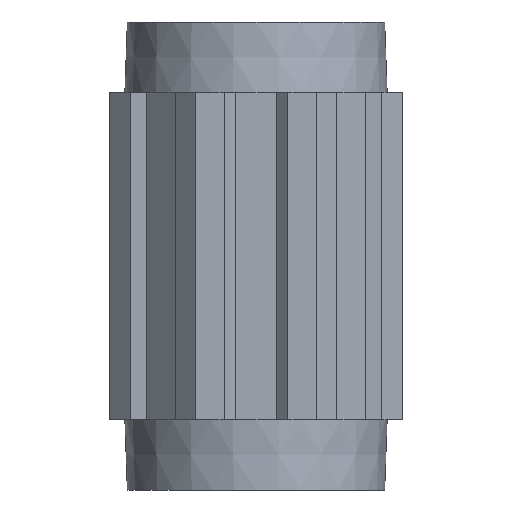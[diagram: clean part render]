
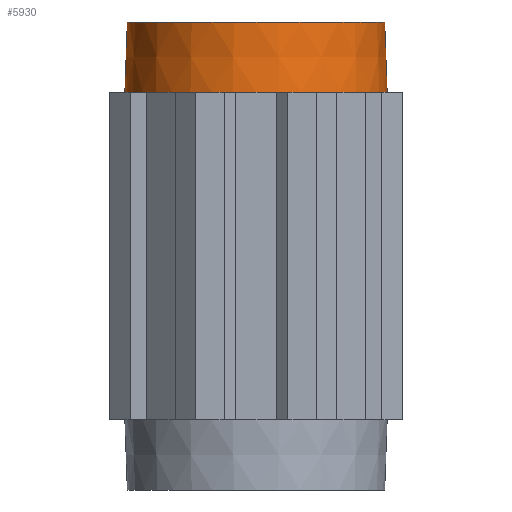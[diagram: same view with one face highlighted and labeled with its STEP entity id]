
A CAD part, front view. The second image highlights one B-rep face of the part: STEP entity #5930.
In plain terms, the highlighted conical face has half-angle 2 degrees and reference radius 11 mm.
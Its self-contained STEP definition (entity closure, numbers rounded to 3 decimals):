
#781=FACE_OUTER_BOUND('',#1118,.T.);
#1118=EDGE_LOOP('',(#5331,#5332,#5333,#5334));
#1709=LINE('',#11060,#2365);
#2365=VECTOR('',#7265,11.);
#2507=CIRCLE('',#6212,11.);
#2508=CIRCLE('',#6217,11.21);
#2998=VERTEX_POINT('',#11052);
#2999=VERTEX_POINT('',#11058);
#3801=EDGE_CURVE('',#2998,#2998,#2507,.T.);
#3802=EDGE_CURVE('',#2999,#2999,#2508,.T.);
#3803=EDGE_CURVE('',#2999,#2998,#1709,.T.);
#5331=ORIENTED_EDGE('',*,*,#3802,.F.);
#5332=ORIENTED_EDGE('',*,*,#3803,.T.);
#5333=ORIENTED_EDGE('',*,*,#3801,.F.);
#5334=ORIENTED_EDGE('',*,*,#3803,.F.);
#5666=CONICAL_SURFACE('',#6216,11.,0.035);
#5930=ADVANCED_FACE('',(#781),#5666,.T.);
#6212=AXIS2_PLACEMENT_3D('',#11053,#7253,#7254);
#6216=AXIS2_PLACEMENT_3D('',#11057,#7261,#7262);
#6217=AXIS2_PLACEMENT_3D('',#11059,#7263,#7264);
#7253=DIRECTION('center_axis',(0.,0.,1.));
#7254=DIRECTION('ref_axis',(1.,0.,0.));
#7261=DIRECTION('center_axis',(0.,0.,-1.));
#7262=DIRECTION('ref_axis',(1.,0.,0.));
#7263=DIRECTION('center_axis',(0.,0.,-1.));
#7264=DIRECTION('ref_axis',(1.,0.,0.));
#7265=DIRECTION('',(0.035,0.,0.999));
#11052=CARTESIAN_POINT('',(-11.,0.,40.));
#11053=CARTESIAN_POINT('Origin',(0.,0.,40.));
#11057=CARTESIAN_POINT('Origin',(0.,0.,40.));
#11058=CARTESIAN_POINT('',(-11.21,0.,34.));
#11059=CARTESIAN_POINT('Origin',(0.,0.,34.));
#11060=CARTESIAN_POINT('',(-11.,0.,40.));
